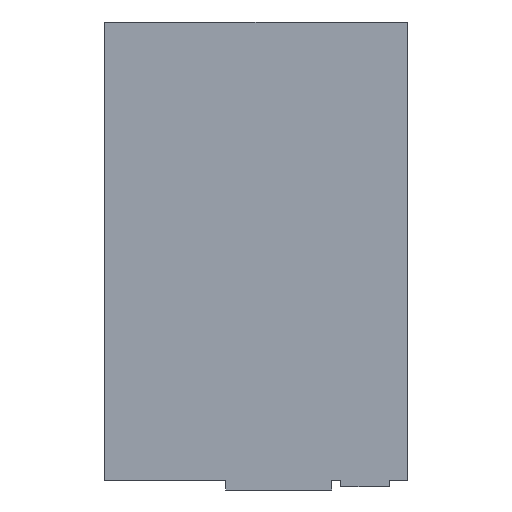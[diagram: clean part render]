
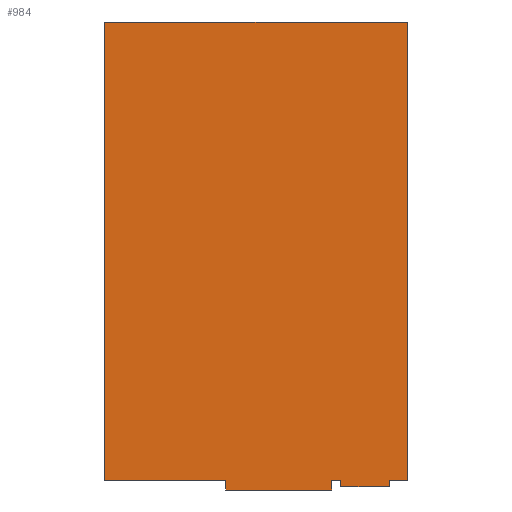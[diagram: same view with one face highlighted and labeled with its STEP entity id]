
A CAD part, front view. The second image highlights one B-rep face of the part: STEP entity #984.
In plain terms, the highlighted planar face has unit normal (0, -1, 0).
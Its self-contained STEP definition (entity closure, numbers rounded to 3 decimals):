
#22 = DIRECTION ( 'NONE',  ( 0., 0., -1. ) ) ;
#42 = VECTOR ( 'NONE', #266, 1000. ) ;
#57 = DIRECTION ( 'NONE',  ( 1., 0., 0. ) ) ;
#62 = VECTOR ( 'NONE', #1167, 1000. ) ;
#91 = FACE_OUTER_BOUND ( 'NONE', #1295, .T. ) ;
#103 = LINE ( 'NONE', #539, #318 ) ;
#112 = CARTESIAN_POINT ( 'NONE',  ( 25., 0., -78.74 ) ) ;
#114 = ORIENTED_EDGE ( 'NONE', *, *, #1283, .F. ) ;
#131 = VECTOR ( 'NONE', #549, 1000. ) ;
#134 = DIRECTION ( 'NONE',  ( -1., 0., 0. ) ) ;
#138 = LINE ( 'NONE', #578, #912 ) ;
#141 = EDGE_CURVE ( 'NONE', #735, #926, #446, .T. ) ;
#187 = VERTEX_POINT ( 'NONE', #690 ) ;
#239 = ORIENTED_EDGE ( 'NONE', *, *, #668, .F. ) ;
#240 = VERTEX_POINT ( 'NONE', #919 ) ;
#250 = VECTOR ( 'NONE', #57, 1000. ) ;
#256 = ORIENTED_EDGE ( 'NONE', *, *, #710, .F. ) ;
#260 = LINE ( 'NONE', #698, #1221 ) ;
#266 = DIRECTION ( 'NONE',  ( -1., 0., 0. ) ) ;
#280 = LINE ( 'NONE', #719, #62 ) ;
#285 = VERTEX_POINT ( 'NONE', #602 ) ;
#288 = VECTOR ( 'NONE', #1215, 1000. ) ;
#318 = VECTOR ( 'NONE', #987, 1000. ) ;
#325 = LINE ( 'NONE', #762, #288 ) ;
#336 = ORIENTED_EDGE ( 'NONE', *, *, #1213, .F. ) ;
#379 = AXIS2_PLACEMENT_3D ( 'NONE', #974, #1416, #419 ) ;
#418 = DIRECTION ( 'NONE',  ( -1., 0., 0. ) ) ;
#419 = DIRECTION ( 'NONE',  ( 0., 0., -1. ) ) ;
#446 = LINE ( 'NONE', #887, #640 ) ;
#511 = EDGE_CURVE ( 'NONE', #718, #285, #563, .T. ) ;
#528 = PLANE ( 'NONE',  #379 ) ;
#532 = EDGE_CURVE ( 'NONE', #285, #742, #682, .T. ) ;
#539 = CARTESIAN_POINT ( 'NONE',  ( 44., 0., -77.74 ) ) ;
#549 = DIRECTION ( 'NONE',  ( 0., 0., 1. ) ) ;
#558 = ORIENTED_EDGE ( 'NONE', *, *, #722, .F. ) ;
#563 = LINE ( 'NONE', #1010, #910 ) ;
#578 = CARTESIAN_POINT ( 'NONE',  ( 25., 0., -78.74 ) ) ;
#601 = LINE ( 'NONE', #1052, #250 ) ;
#602 = CARTESIAN_POINT ( 'NONE',  ( 50., 0., -75.74 ) ) ;
#613 = ORIENTED_EDGE ( 'NONE', *, *, #532, .F. ) ;
#615 = EDGE_CURVE ( 'NONE', #187, #833, #972, .T. ) ;
#622 = CARTESIAN_POINT ( 'NONE',  ( -50., 0., 75.74 ) ) ;
#640 = VECTOR ( 'NONE', #1340, 1000. ) ;
#656 = EDGE_CURVE ( 'NONE', #187, #742, #103, .T. ) ;
#668 = EDGE_CURVE ( 'NONE', #892, #1085, #325, .T. ) ;
#679 = CARTESIAN_POINT ( 'NONE',  ( 25., 0., -75.74 ) ) ;
#682 = LINE ( 'NONE', #1131, #728 ) ;
#689 = ORIENTED_EDGE ( 'NONE', *, *, #615, .F. ) ;
#690 = CARTESIAN_POINT ( 'NONE',  ( 44., 0., -77.74 ) ) ;
#698 = CARTESIAN_POINT ( 'NONE',  ( -50., 0., -75.74 ) ) ;
#710 = EDGE_CURVE ( 'NONE', #926, #718, #601, .T. ) ;
#718 = VERTEX_POINT ( 'NONE', #1274 ) ;
#719 = CARTESIAN_POINT ( 'NONE',  ( 28., 0., -77.74 ) ) ;
#722 = EDGE_CURVE ( 'NONE', #833, #240, #280, .T. ) ;
#728 = VECTOR ( 'NONE', #134, 1000. ) ;
#735 = VERTEX_POINT ( 'NONE', #1390 ) ;
#742 = VERTEX_POINT ( 'NONE', #1176 ) ;
#762 = CARTESIAN_POINT ( 'NONE',  ( -10., 0., -78.74 ) ) ;
#810 = LINE ( 'NONE', #1261, #42 ) ;
#831 = ORIENTED_EDGE ( 'NONE', *, *, #511, .F. ) ;
#833 = VERTEX_POINT ( 'NONE', #1198 ) ;
#875 = CARTESIAN_POINT ( 'NONE',  ( -10., 0., -75.74 ) ) ;
#887 = CARTESIAN_POINT ( 'NONE',  ( -50., 0., 75.74 ) ) ;
#892 = VERTEX_POINT ( 'NONE', #1212 ) ;
#910 = VECTOR ( 'NONE', #22, 1000. ) ;
#912 = VECTOR ( 'NONE', #1026, 1000. ) ;
#919 = CARTESIAN_POINT ( 'NONE',  ( 28., 0., -75.74 ) ) ;
#926 = VERTEX_POINT ( 'NONE', #622 ) ;
#972 = LINE ( 'NONE', #1415, #1245 ) ;
#974 = CARTESIAN_POINT ( 'NONE',  ( 0., 0., 0. ) ) ;
#984 = ADVANCED_FACE ( 'NONE', ( #91 ), #528, .T. ) ;
#987 = DIRECTION ( 'NONE',  ( 0., 0., 1. ) ) ;
#1010 = CARTESIAN_POINT ( 'NONE',  ( 50., 0., 75.74 ) ) ;
#1026 = DIRECTION ( 'NONE',  ( -1., 0., 0. ) ) ;
#1052 = CARTESIAN_POINT ( 'NONE',  ( -50., 0., 75.74 ) ) ;
#1055 = ORIENTED_EDGE ( 'NONE', *, *, #1075, .T. ) ;
#1061 = VERTEX_POINT ( 'NONE', #1322 ) ;
#1075 = EDGE_CURVE ( 'NONE', #1061, #1172, #1108, .T. ) ;
#1085 = VERTEX_POINT ( 'NONE', #875 ) ;
#1108 = LINE ( 'NONE', #112, #131 ) ;
#1131 = CARTESIAN_POINT ( 'NONE',  ( -50., 0., -75.74 ) ) ;
#1148 = DIRECTION ( 'NONE',  ( -1., 0., 0. ) ) ;
#1167 = DIRECTION ( 'NONE',  ( 0., 0., 1. ) ) ;
#1172 = VERTEX_POINT ( 'NONE', #679 ) ;
#1176 = CARTESIAN_POINT ( 'NONE',  ( 44., 0., -75.74 ) ) ;
#1198 = CARTESIAN_POINT ( 'NONE',  ( 28., 0., -77.74 ) ) ;
#1212 = CARTESIAN_POINT ( 'NONE',  ( -10., 0., -78.74 ) ) ;
#1213 = EDGE_CURVE ( 'NONE', #1061, #892, #138, .T. ) ;
#1215 = DIRECTION ( 'NONE',  ( 0., 0., 1. ) ) ;
#1221 = VECTOR ( 'NONE', #1148, 1000. ) ;
#1245 = VECTOR ( 'NONE', #418, 1000. ) ;
#1259 = EDGE_CURVE ( 'NONE', #240, #1172, #260, .T. ) ;
#1261 = CARTESIAN_POINT ( 'NONE',  ( -50., 0., -75.74 ) ) ;
#1274 = CARTESIAN_POINT ( 'NONE',  ( 50., 0., 75.74 ) ) ;
#1283 = EDGE_CURVE ( 'NONE', #1085, #735, #810, .T. ) ;
#1295 = EDGE_LOOP ( 'NONE', ( #831, #256, #1370, #114, #239, #336, #1055, #1377, #558, #689, #1365, #613 ) ) ;
#1322 = CARTESIAN_POINT ( 'NONE',  ( 25., 0., -78.74 ) ) ;
#1340 = DIRECTION ( 'NONE',  ( 0., 0., 1. ) ) ;
#1365 = ORIENTED_EDGE ( 'NONE', *, *, #656, .T. ) ;
#1370 = ORIENTED_EDGE ( 'NONE', *, *, #141, .F. ) ;
#1377 = ORIENTED_EDGE ( 'NONE', *, *, #1259, .F. ) ;
#1390 = CARTESIAN_POINT ( 'NONE',  ( -50., 0., -75.74 ) ) ;
#1415 = CARTESIAN_POINT ( 'NONE',  ( 44., 0., -77.74 ) ) ;
#1416 = DIRECTION ( 'NONE',  ( 0., -1., 0. ) ) ;
